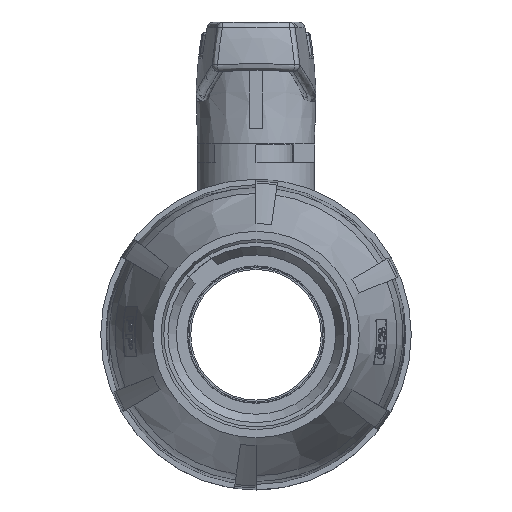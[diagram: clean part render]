
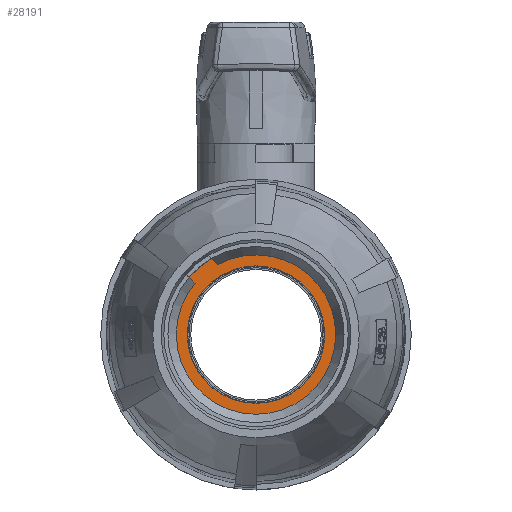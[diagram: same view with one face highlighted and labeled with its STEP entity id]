
A CAD part, left-side view. The second image highlights one B-rep face of the part: STEP entity #28191.
In plain terms, the highlighted face is planar.
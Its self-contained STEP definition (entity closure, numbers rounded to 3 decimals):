
#594=PLANE('',#29998);
#1143=FACE_BOUND('',#4037,.T.);
#2334=FACE_OUTER_BOUND('',#4036,.T.);
#4036=EDGE_LOOP('',(#21572));
#4037=EDGE_LOOP('',(#21573));
#5492=CIRCLE('',#29994,25.);
#5494=CIRCLE('',#29997,34.5);
#12383=VERTEX_POINT('',#63380);
#12385=VERTEX_POINT('',#63386);
#15752=EDGE_CURVE('',#12383,#12383,#5492,.T.);
#15756=EDGE_CURVE('',#12385,#12385,#5494,.T.);
#21572=ORIENTED_EDGE('',*,*,#15756,.F.);
#21573=ORIENTED_EDGE('',*,*,#15752,.T.);
#28191=ADVANCED_FACE('',(#2334,#1143),#594,.T.);
#29994=AXIS2_PLACEMENT_3D('',#63381,#33546,#33547);
#29997=AXIS2_PLACEMENT_3D('',#63388,#33554,#33555);
#29998=AXIS2_PLACEMENT_3D('',#63389,#33556,#33557);
#33546=DIRECTION('center_axis',(0.,0.,-1.));
#33547=DIRECTION('ref_axis',(-1.,0.,0.));
#33554=DIRECTION('center_axis',(0.,0.,-1.));
#33555=DIRECTION('ref_axis',(-1.,0.,0.));
#33556=DIRECTION('center_axis',(0.,0.,1.));
#33557=DIRECTION('ref_axis',(-1.,0.,0.));
#63380=CARTESIAN_POINT('',(25.,0.,29.5));
#63381=CARTESIAN_POINT('Origin',(0.,0.,29.5));
#63386=CARTESIAN_POINT('',(34.5,0.,29.5));
#63388=CARTESIAN_POINT('Origin',(0.,0.,29.5));
#63389=CARTESIAN_POINT('Origin',(0.,0.,29.5));
